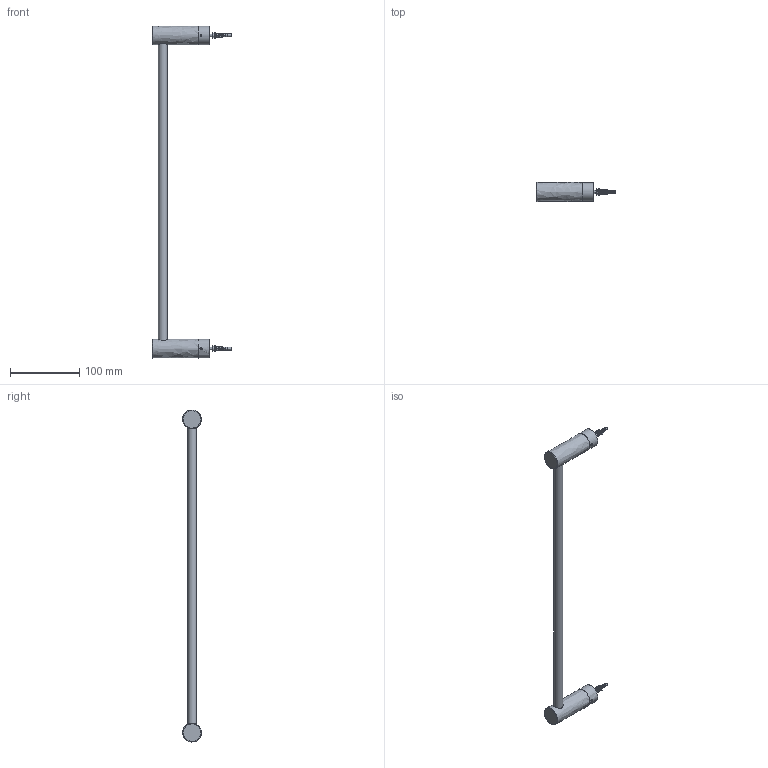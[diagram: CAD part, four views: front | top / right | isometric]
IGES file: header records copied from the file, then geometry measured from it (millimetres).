
Global section: file name: N5137; native system: Autodesk Inventor 2018; preprocessor: unknown; author: sbajwa; date: 20190705.122846; units: millimetre
Bounding box: 113.86 x 26.85 x 477.9 mm (x, y, z)
Volume: 90452.8 mm3; surface area: 64614 mm2
Topology: 13 solids, 13 shells, 560 faces, 1648 edges, 1102 vertices
Faces by surface type: bspline 560
